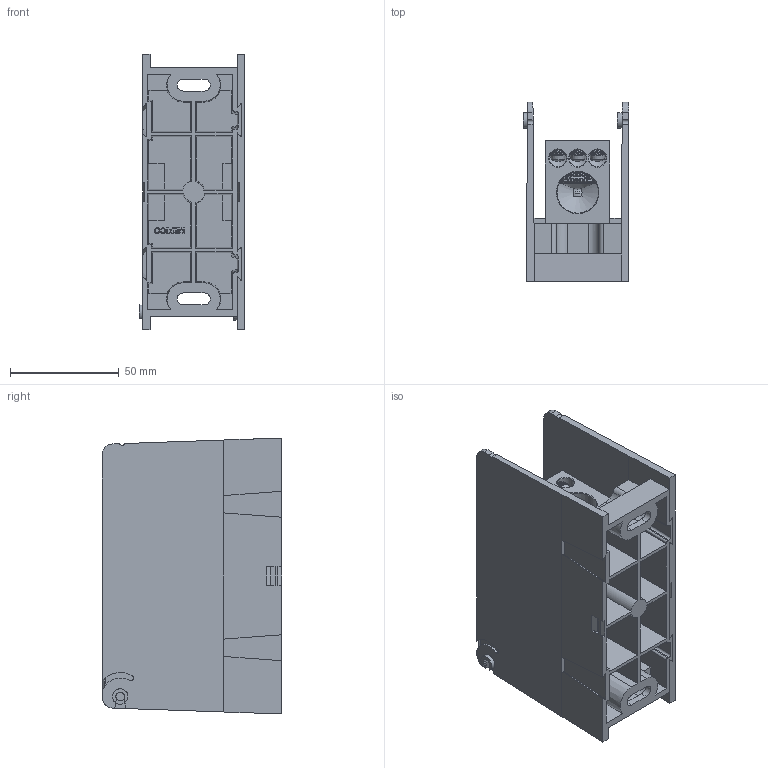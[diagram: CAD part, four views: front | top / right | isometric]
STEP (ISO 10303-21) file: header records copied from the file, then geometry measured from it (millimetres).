
FILE_DESCRIPTION (( 'STEP AP214' ), '1' );
FILE_NAME ('701904rev-1P.STEP', '2014-01-10T20:48:32', ( '' ), ( '' ), 'SwSTEP 2.0', 'SolidWorks 2013', '' );
FILE_SCHEMA (( 'AUTOMOTIVE_DESIGN' ));
Length unit declared in the file: inch
Products named in the file (10): 701904rev-1P_1_9; 701904rev-1P_1; 701904rev-1P; 701904rev-1P_1_8; 701904rev-1P_1_4; 701904rev-1P_1_7; 701904rev-1P_1_2; 701904rev-1P_1_6; 701904rev-1P_1_5; 701904rev-1P_1_3
Assembly tree (9 placements, depth 2):
  701904rev-1P
    701904rev-1P_1
    701904rev-1P_1_9
    701904rev-1P_1_3
    701904rev-1P_1_5
    701904rev-1P_1_6
    701904rev-1P_1_2
    701904rev-1P_1_7
    701904rev-1P_1_4
    701904rev-1P_1_8
Bounding box: 48.6 x 82.55 x 127.01 mm (x, y, z)
Surface area: 100976.8 mm2 (no closed solid volume)
Topology: 0 solids, 9 shells, 654 faces, 1760 edges, 1145 vertices
Faces by surface type: plane 288, cone 167, cylinder 166, bspline 33
Full cylindrical faces by diameter (mm): 4.064 x1, 4.928 x1, 6.909 x4, 7.009 x12, 7.112 x1, 7.925 x12, 10.795 x1, 12.7 x1, 15.875 x1, 15.991 x11, 17.475 x9, 19.05 x2, 22.225 x1
Entity records: 40845 total; most frequent: CARTESIAN_POINT 17813, ORIENTED_EDGE 2954, DIRECTION 2643, EDGE_CURVE 1492, VERTEX_POINT 1045, AXIS2_PLACEMENT_3D 917, EDGE_LOOP 855, VECTOR 809
